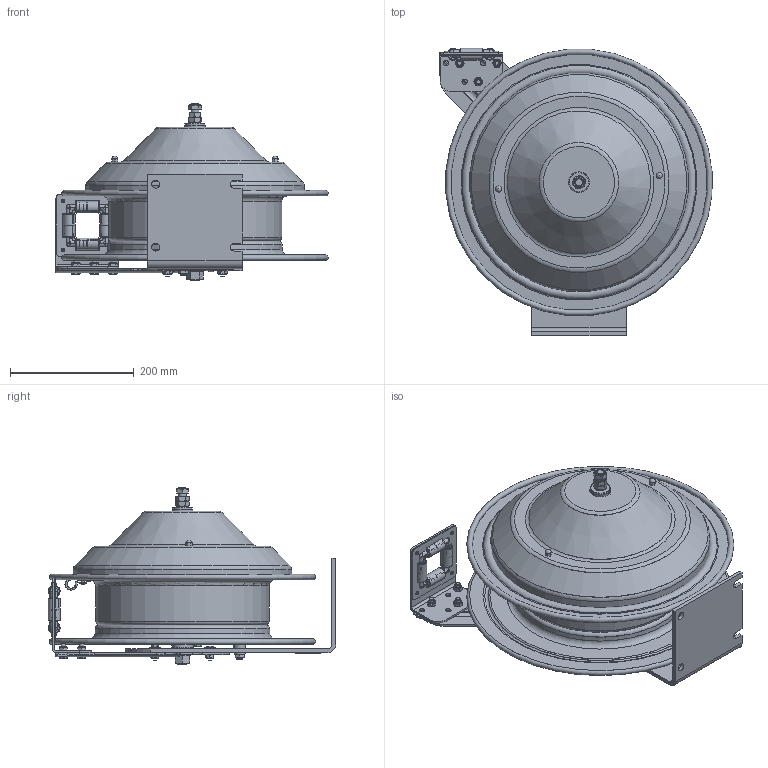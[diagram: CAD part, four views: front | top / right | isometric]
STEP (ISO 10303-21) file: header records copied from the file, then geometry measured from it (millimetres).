
FILE_DESCRIPTION(/* description */ (''),/* implementation_level */ '2;1');
FILE_NAME(/* name */ 'P-WC17L-5010_SHARED.stp',/* time_stamp */ '2020-02-27T14:10:48-07:00',/* author */ ('NMelton'),/* organization */ (''),/* preprocessor_version */ 'ST-DEVELOPER v17',/* originating_system */ 'Autodesk Inventor 2019',/* authorisation */ '');
FILE_SCHEMA (('AUTOMOTIVE_DESIGN { 1 0 10303 214 3 1 1 }'));
Length unit declared in the file: inch
Products named in the file (1): P-WC17L-5010_SHARED
Bounding box: 439.9 x 464.33 x 284.62 mm (x, y, z)
Surface area: 1137901.9 mm2 (no closed solid volume)
Topology: 0 solids, 98 shells, 1485 faces, 5677 edges, 4145 vertices
Faces by surface type: plane 693, cylinder 292, bspline 264, cone 124, torus 73, sphere 39
Full cylindrical faces by diameter (mm): 2.54 x1, 3.048 x1, 4.699 x4, 4.826 x3, 5.556 x1, 5.588 x2, 6.35 x4, 7.925 x1, 7.938 x3, 8.636 x3, 8.731 x4, 11.43 x3, 12.192 x8, 12.548 x1, 12.7 x3, 15.875 x1, 18.923 x1, 19.05 x5, 25.362 x1, 28.575 x1, 32.372 x1, 33.02 x2, 34.036 x1, 34.925 x1, 35.052 x1, 280.924 x1, 354.012 x1
Entity records: 64956 total; most frequent: CARTESIAN_POINT 18747, ORIENTED_EDGE 8921, DIRECTION 8258, EDGE_CURVE 5630, VERTEX_POINT 4145, LINE 2886, VECTOR 2886, AXIS2_PLACEMENT_3D 2686
